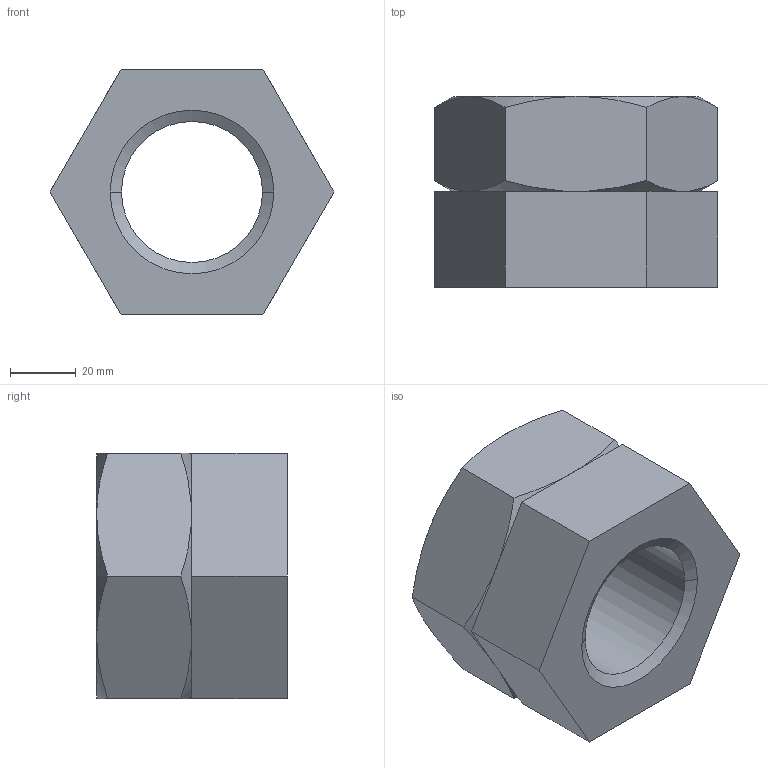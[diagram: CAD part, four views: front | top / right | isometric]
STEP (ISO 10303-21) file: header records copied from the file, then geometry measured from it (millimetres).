
FILE_DESCRIPTION((''),'2;1');
FILE_NAME('0RBSC048_____0','2019-10-29T14:05:31',('kim.bk'),(''),'CREO PARAMETRIC BY PTC INC, 2019010','CREO PARAMETRIC BY PTC INC, 2019010','');
FILE_SCHEMA(('CONFIG_CONTROL_DESIGN'));
Length unit declared in the file: millimetre
Products named in the file (1): 0RBSC048_____0
Bounding box: 86.6 x 58.2 x 75 mm (x, y, z)
Volume: 196680.7 mm3; surface area: 41011.2 mm2
Topology: 2 solids, 2 shells, 330 faces, 908 edges, 602 vertices
Faces by surface type: plane 306, cone 20, cylinder 4
Entity records: 10412 total; most frequent: CARTESIAN_POINT 1972, ORIENTED_EDGE 1816, DIRECTION 1576, EDGE_CURVE 908, VECTOR 852, LINE 852, VERTEX_POINT 602, AXIS2_PLACEMENT_3D 362
